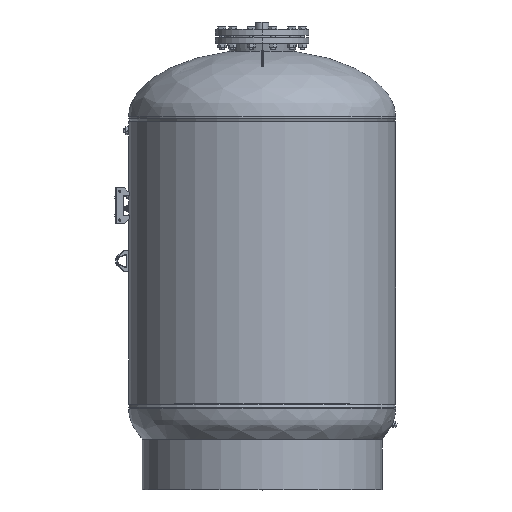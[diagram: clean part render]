
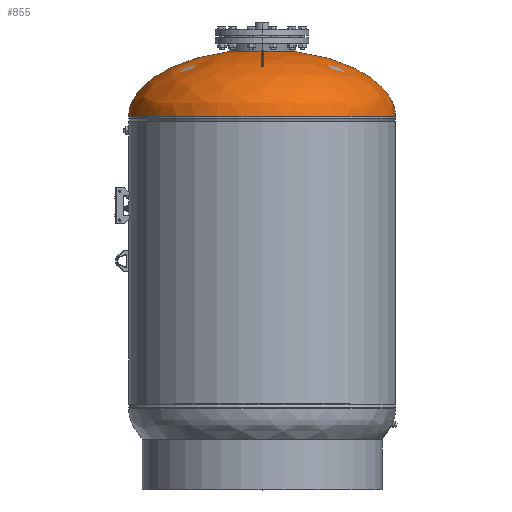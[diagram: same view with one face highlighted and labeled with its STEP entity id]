
A CAD part, top view. The second image highlights one B-rep face of the part: STEP entity #855.
In plain terms, the highlighted free-form (B-spline) face has degree [3, 3] with [4, 4] control points.
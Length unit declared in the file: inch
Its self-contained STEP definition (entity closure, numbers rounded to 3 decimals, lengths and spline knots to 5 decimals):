
#855 = ADVANCED_FACE ( 'NONE', ( #70363 ), #90153, .F. ) ;
#2068 = VERTEX_POINT ( 'NONE', #62718 ) ;
#4047 = ORIENTED_EDGE ( 'NONE', *, *, #42667, .F. ) ;
#8535 = CARTESIAN_POINT ( 'NONE',  ( -30., 8.32457, 0. ) ) ;
#10679 = DIRECTION ( 'NONE',  ( 0., -1., 0. ) ) ;
#14350 = CARTESIAN_POINT ( 'NONE',  ( -21.20053, 14.02735, 0. ) ) ;
#16685 = CARTESIAN_POINT ( 'NONE',  ( -30., 1.09375, 0. ) ) ;
#23291 = CARTESIAN_POINT ( 'NONE',  ( 0., 15.79182, 0. ) ) ;
#25437 = CARTESIAN_POINT ( 'NONE',  ( 7.32065, 15.79182, 14.6413 ) ) ;
#26002 = CARTESIAN_POINT ( 'NONE',  ( -21.20053, 14.02735, 42.40105 ) ) ;
#30872 = DIRECTION ( 'NONE',  ( 0., 1., 0. ) ) ;
#31347 = ORIENTED_EDGE ( 'NONE', *, *, #41275, .F. ) ;
#34154 = CARTESIAN_POINT ( 'NONE',  ( 30., 1.09375, 60. ) ) ;
#37446 = CARTESIAN_POINT ( 'NONE',  ( 21.20053, 14.02735, 0. ) ) ;
#39465 = VERTEX_POINT ( 'NONE', #100351 ) ;
#41109 =( BOUNDED_CURVE ( )  B_SPLINE_CURVE ( 3, ( #58658, #14350, #86595, #102324 ),
 .UNSPECIFIED., .F., .F. ) 
 B_SPLINE_CURVE_WITH_KNOTS ( ( 4, 4 ),
 ( 4.9589, 6.28319 ),
 .UNSPECIFIED. ) 
 CURVE ( )  GEOMETRIC_REPRESENTATION_ITEM ( )  RATIONAL_B_SPLINE_CURVE ( ( 1., 0.859, 0.859, 1. ) ) 
 REPRESENTATION_ITEM ( '' )  );
#41275 = EDGE_CURVE ( 'NONE', #99965, #2068, #64314, .T. ) ;
#42667 = EDGE_CURVE ( 'NONE', #2068, #39465, #62654, .T. ) ;
#47216 = DIRECTION ( 'NONE',  ( 1., 0., 0. ) ) ;
#52802 = CARTESIAN_POINT ( 'NONE',  ( -7.32065, 15.79182, 14.6413 ) ) ;
#53390 = CARTESIAN_POINT ( 'NONE',  ( 30., 8.32457, 0. ) ) ;
#54535 = CARTESIAN_POINT ( 'NONE',  ( -7.32065, 15.79182, 0. ) ) ;
#54805 = EDGE_CURVE ( 'NONE', #90164, #99965, #79066, .T. ) ;
#57612 = CARTESIAN_POINT ( 'NONE',  ( 7.32065, 15.79182, 0. ) ) ;
#58658 = CARTESIAN_POINT ( 'NONE',  ( -7.32065, 15.79182, 0. ) ) ;
#61036 = CARTESIAN_POINT ( 'NONE',  ( -7.32065, 15.79182, 0. ) ) ;
#62163 = CARTESIAN_POINT ( 'NONE',  ( 30., 1.09375, 0. ) ) ;
#62654 = CIRCLE ( 'NONE', #114681, 30. ) ;
#62718 = CARTESIAN_POINT ( 'NONE',  ( 30., 1.09375, 0. ) ) ;
#64306 = CARTESIAN_POINT ( 'NONE',  ( 30., 1.09375, 0. ) ) ;
#64314 =( BOUNDED_CURVE ( )  B_SPLINE_CURVE ( 3, ( #82917, #37446, #100385, #64306 ),
 .UNSPECIFIED., .F., .T. ) 
 B_SPLINE_CURVE_WITH_KNOTS ( ( 4, 4 ),
 ( 4.9589, 6.28319 ),
 .UNSPECIFIED. ) 
 CURVE ( )  GEOMETRIC_REPRESENTATION_ITEM ( )  RATIONAL_B_SPLINE_CURVE ( ( 1., 0.859, 0.859, 1. ) ) 
 REPRESENTATION_ITEM ( '' )  );
#70363 = FACE_OUTER_BOUND ( 'NONE', #81479, .T. ) ;
#77469 = EDGE_CURVE ( 'NONE', #90164, #39465, #41109, .T. ) ;
#78508 = CARTESIAN_POINT ( 'NONE',  ( 21.20053, 14.02735, 0. ) ) ;
#79066 = CIRCLE ( 'NONE', #86546, 7.32065 ) ;
#79176 = ORIENTED_EDGE ( 'NONE', *, *, #54805, .F. ) ;
#81479 = EDGE_LOOP ( 'NONE', ( #79176, #89204, #4047, #31347 ) ) ;
#82917 = CARTESIAN_POINT ( 'NONE',  ( 7.32065, 15.79182, 0. ) ) ;
#86546 = AXIS2_PLACEMENT_3D ( 'NONE', #23291, #30872, #47216 ) ;
#86595 = CARTESIAN_POINT ( 'NONE',  ( -30., 8.32457, 0. ) ) ;
#89204 = ORIENTED_EDGE ( 'NONE', *, *, #77469, .T. ) ;
#89511 = CARTESIAN_POINT ( 'NONE',  ( -21.20053, 14.02735, 0. ) ) ;
#90153 =( BOUNDED_SURFACE ( )  B_SPLINE_SURFACE ( 3, 3, ( 
 ( #105256, #25437, #52802, #61036 ),
 ( #78508, #98259, #26002, #89511 ),
 ( #53390, #96559, #113416, #8535 ),
 ( #62163, #34154, #113985, #16685 ) ),
 .UNSPECIFIED., .F., .F., .F. ) 
 B_SPLINE_SURFACE_WITH_KNOTS ( ( 4, 4 ),
 ( 4, 4 ),
 ( 0., 1. ),
 ( 0., 1. ),
 .UNSPECIFIED. ) 
 GEOMETRIC_REPRESENTATION_ITEM ( )  RATIONAL_B_SPLINE_SURFACE ( (
 ( 1., 0.333, 0.333, 1.),
 ( 0.859, 0.286, 0.286, 0.859),
 ( 0.859, 0.286, 0.286, 0.859),
 ( 1., 0.333, 0.333, 1.) ) ) 
 REPRESENTATION_ITEM ( '' )  SURFACE ( )  );
#90164 = VERTEX_POINT ( 'NONE', #54535 ) ;
#91665 = DIRECTION ( 'NONE',  ( 1., 0., 0. ) ) ;
#96559 = CARTESIAN_POINT ( 'NONE',  ( 30., 8.32457, 60. ) ) ;
#98259 = CARTESIAN_POINT ( 'NONE',  ( 21.20053, 14.02735, 42.40105 ) ) ;
#99965 = VERTEX_POINT ( 'NONE', #57612 ) ;
#100351 = CARTESIAN_POINT ( 'NONE',  ( -30., 1.09375, 0. ) ) ;
#100385 = CARTESIAN_POINT ( 'NONE',  ( 30., 8.32457, 0. ) ) ;
#102324 = CARTESIAN_POINT ( 'NONE',  ( -30., 1.09375, 0. ) ) ;
#105256 = CARTESIAN_POINT ( 'NONE',  ( 7.32065, 15.79182, 0. ) ) ;
#108546 = CARTESIAN_POINT ( 'NONE',  ( 0., 1.09375, 0. ) ) ;
#113416 = CARTESIAN_POINT ( 'NONE',  ( -30., 8.32457, 60. ) ) ;
#113985 = CARTESIAN_POINT ( 'NONE',  ( -30., 1.09375, 60. ) ) ;
#114681 = AXIS2_PLACEMENT_3D ( 'NONE', #108546, #10679, #91665 ) ;
